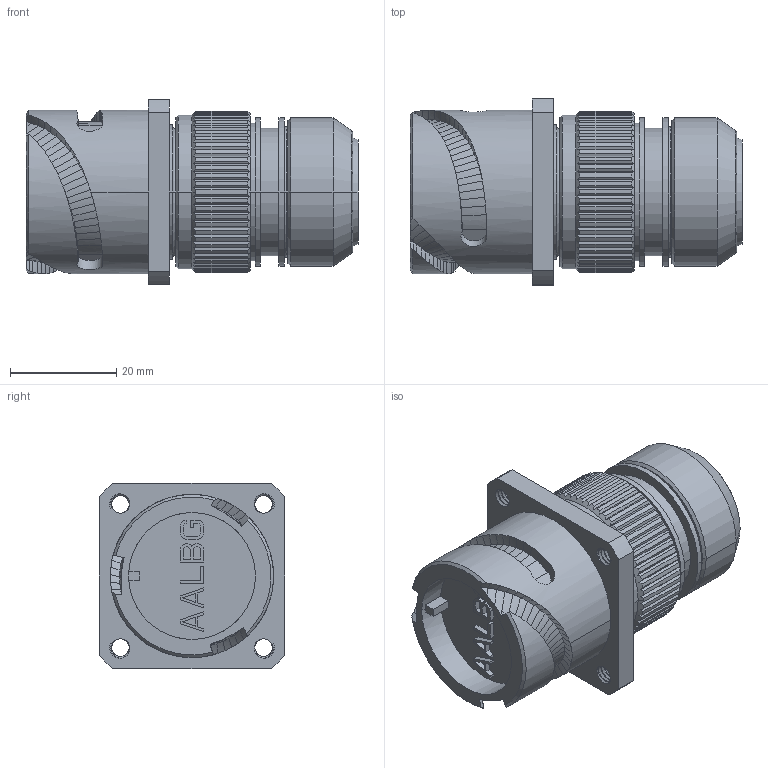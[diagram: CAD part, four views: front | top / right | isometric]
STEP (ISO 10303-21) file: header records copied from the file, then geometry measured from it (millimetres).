
FILE_DESCRIPTION((''),'2;1');
FILE_NAME('VG95234N-18_SW0001','2023-03-23T10:56:50',('paultorloting'),('NET AG system integration'),'CREO PARAMETRIC BY PTC INC, 2021404','CREO PARAMETRIC BY PTC INC, 2021404','');
FILE_SCHEMA(('AUTOMOTIVE_DESIGN { 1 0 10303 214 1 1 1 1 }'));
Length unit declared in the file: millimetre
Products named in the file (1): VG95234N-18_SW0001
Bounding box: 62.6 x 35.05 x 35.05 mm (x, y, z)
Volume: 38751.3 mm3; surface area: 11632.5 mm2
Topology: 1 solids, 1 shells, 801 faces, 2144 edges, 1376 vertices
Faces by surface type: plane 397, bspline 229, cylinder 135, cone 26, torus 14
Entity records: 37763 total; most frequent: CARTESIAN_POINT 15311, ORIENTED_EDGE 4288, DIRECTION 2857, EDGE_CURVE 2144, VERTEX_POINT 1376, VECTOR 1184, LINE 1184, EDGE_LOOP 840
